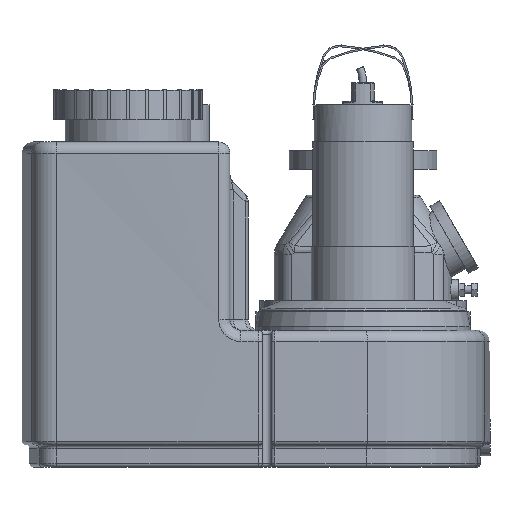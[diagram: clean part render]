
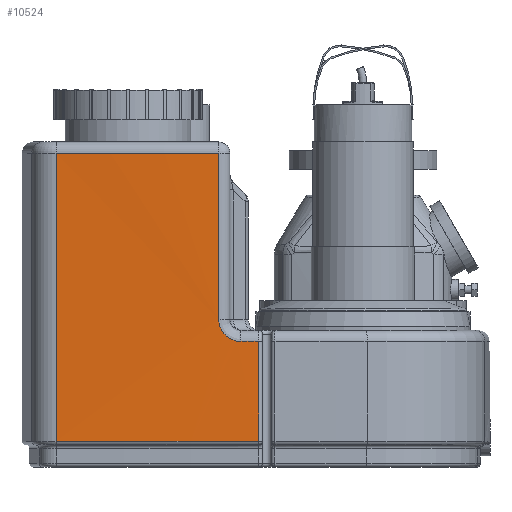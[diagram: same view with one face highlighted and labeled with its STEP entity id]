
A CAD part, left-side view. The second image highlights one B-rep face of the part: STEP entity #10524.
In plain terms, the highlighted cylindrical face has radius 4500 mm (diameter 9000 mm), a partial arc.
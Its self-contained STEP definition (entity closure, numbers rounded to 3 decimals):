
#168=B_SPLINE_CURVE_WITH_KNOTS('',3,(#21553,#21554,#21555,#21556,#21557,
#21558,#21559,#21560,#21561,#21562,#21563,#21564,#21565,#21566,#21567,#21568,
#21569,#21570,#21571,#21572,#21573,#21574),.UNSPECIFIED.,.F.,.F.,(4,1,1,
1,1,1,1,1,1,1,1,1,1,1,1,1,1,1,1,4),(-4.682,-4.013,
-3.679,-3.512,-3.344,-3.01,
-2.676,-2.508,-2.341,-2.174,
-2.007,-1.672,-1.505,-1.421,
-1.338,-1.003,-0.836,-0.669,
-0.334,0.),.UNSPECIFIED.);
#455=CYLINDRICAL_SURFACE('',#11654,4500.);
#1037=LINE('',#21127,#1739);
#1045=LINE('',#21576,#1747);
#1046=LINE('',#21580,#1748);
#1739=VECTOR('',#14324,10.);
#1747=VECTOR('',#14376,10.);
#1748=VECTOR('',#14379,10.);
#2732=FACE_OUTER_BOUND('',#3487,.T.);
#3487=EDGE_LOOP('',(#9027,#9028,#9029,#9030,#9031,#9032,#9033));
#4203=CIRCLE('',#11655,4500.);
#4204=CIRCLE('',#11656,4500.);
#4205=CIRCLE('',#11657,4500.);
#5103=VERTEX_POINT('',#21112);
#5107=VERTEX_POINT('',#21124);
#5118=VERTEX_POINT('',#21550);
#5119=VERTEX_POINT('',#21552);
#5120=VERTEX_POINT('',#21575);
#5121=VERTEX_POINT('',#21577);
#5122=VERTEX_POINT('',#21579);
#6439=EDGE_CURVE('',#5103,#5107,#1037,.T.);
#6461=EDGE_CURVE('',#5118,#5103,#4203,.T.);
#6462=EDGE_CURVE('',#5119,#5118,#168,.T.);
#6463=EDGE_CURVE('',#5120,#5119,#1045,.T.);
#6464=EDGE_CURVE('',#5121,#5120,#4204,.T.);
#6465=EDGE_CURVE('',#5122,#5121,#1046,.T.);
#6466=EDGE_CURVE('',#5107,#5122,#4205,.T.);
#9027=ORIENTED_EDGE('',*,*,#6439,.F.);
#9028=ORIENTED_EDGE('',*,*,#6461,.F.);
#9029=ORIENTED_EDGE('',*,*,#6462,.F.);
#9030=ORIENTED_EDGE('',*,*,#6463,.F.);
#9031=ORIENTED_EDGE('',*,*,#6464,.F.);
#9032=ORIENTED_EDGE('',*,*,#6465,.F.);
#9033=ORIENTED_EDGE('',*,*,#6466,.F.);
#10524=ADVANCED_FACE('',(#2732),#455,.T.);
#11654=AXIS2_PLACEMENT_3D('',#21549,#14372,#14373);
#11655=AXIS2_PLACEMENT_3D('',#21551,#14374,#14375);
#11656=AXIS2_PLACEMENT_3D('',#21578,#14377,#14378);
#11657=AXIS2_PLACEMENT_3D('',#21581,#14380,#14381);
#14324=DIRECTION('',(0.,0.,-1.));
#14372=DIRECTION('center_axis',(0.,0.,-1.));
#14373=DIRECTION('ref_axis',(-0.998,0.067,0.));
#14374=DIRECTION('center_axis',(0.,0.,1.));
#14375=DIRECTION('ref_axis',(-1.,0.003,0.));
#14376=DIRECTION('',(0.,0.,-1.));
#14377=DIRECTION('center_axis',(0.,0.,1.));
#14378=DIRECTION('ref_axis',(-0.999,0.034,0.));
#14379=DIRECTION('',(0.,0.,1.));
#14380=DIRECTION('center_axis',(0.,0.,-1.));
#14381=DIRECTION('ref_axis',(-1.,0.029,0.));
#21112=CARTESIAN_POINT('',(-425.998,-322.005,170.));
#21124=CARTESIAN_POINT('',(-425.998,-322.005,35.));
#21127=CARTESIAN_POINT('',(-425.998,-322.005,185.));
#21549=CARTESIAN_POINT('Origin',(4074.,-317.5,185.));
#21550=CARTESIAN_POINT('',(-425.957,-297.935,170.));
#21551=CARTESIAN_POINT('Origin',(4074.,-317.5,170.));
#21552=CARTESIAN_POINT('',(-425.726,-267.834,200.));
#21553=CARTESIAN_POINT('Ctrl Pts',(-425.726,-267.834,
200.));
#21554=CARTESIAN_POINT('Ctrl Pts',(-425.726,-267.834,
197.77));
#21555=CARTESIAN_POINT('Ctrl Pts',(-425.73,-268.213,194.39));
#21556=CARTESIAN_POINT('Ctrl Pts',(-425.742,-269.311,
190.602));
#21557=CARTESIAN_POINT('Ctrl Pts',(-425.75,-270.11,
188.516));
#21558=CARTESIAN_POINT('Ctrl Pts',(-425.76,-271.026,
186.476));
#21559=CARTESIAN_POINT('Ctrl Pts',(-425.774,-272.392,
184.009));
#21560=CARTESIAN_POINT('Ctrl Pts',(-425.79,-274.029,
181.71));
#21561=CARTESIAN_POINT('Ctrl Pts',(-425.804,-275.483,179.995));
#21562=CARTESIAN_POINT('Ctrl Pts',(-425.815,-276.637,
178.779));
#21563=CARTESIAN_POINT('Ctrl Pts',(-425.825,-277.859,
177.626));
#21564=CARTESIAN_POINT('Ctrl Pts',(-425.84,-279.581,
176.176));
#21565=CARTESIAN_POINT('Ctrl Pts',(-425.856,-281.428,
174.869));
#21566=CARTESIAN_POINT('Ctrl Pts',(-425.869,-283.131,
173.869));
#21567=CARTESIAN_POINT('Ctrl Pts',(-425.876,-284.124,
173.34));
#21568=CARTESIAN_POINT('Ctrl Pts',(-425.887,-285.635,
172.589));
#21569=CARTESIAN_POINT('Ctrl Pts',(-425.9,-287.442,
171.843));
#21570=CARTESIAN_POINT('Ctrl Pts',(-425.914,-289.589,
171.16));
#21571=CARTESIAN_POINT('Ctrl Pts',(-425.927,-291.776,170.597));
#21572=CARTESIAN_POINT('Ctrl Pts',(-425.942,-294.567,
170.125));
#21573=CARTESIAN_POINT('Ctrl Pts',(-425.953,-296.816,170.));
#21574=CARTESIAN_POINT('Ctrl Pts',(-425.957,-297.935,
170.));
#21575=CARTESIAN_POINT('',(-425.726,-267.834,425.));
#21576=CARTESIAN_POINT('',(-425.726,-267.834,185.));
#21577=CARTESIAN_POINT('',(-417.904,-47.693,425.));
#21578=CARTESIAN_POINT('Origin',(4074.,-317.5,425.));
#21579=CARTESIAN_POINT('',(-417.904,-47.693,35.));
#21580=CARTESIAN_POINT('',(-417.904,-47.693,185.));
#21581=CARTESIAN_POINT('Origin',(4074.,-317.5,35.));
